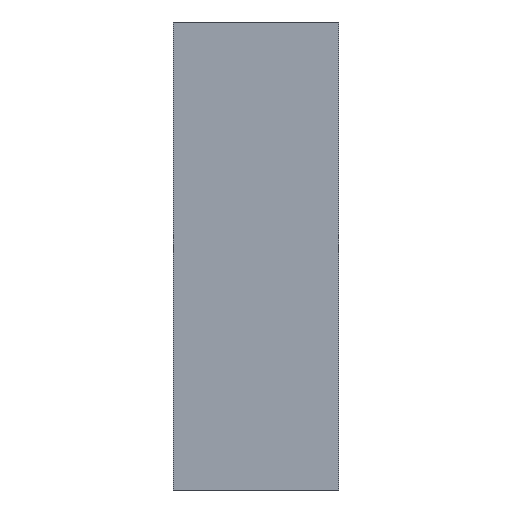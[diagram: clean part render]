
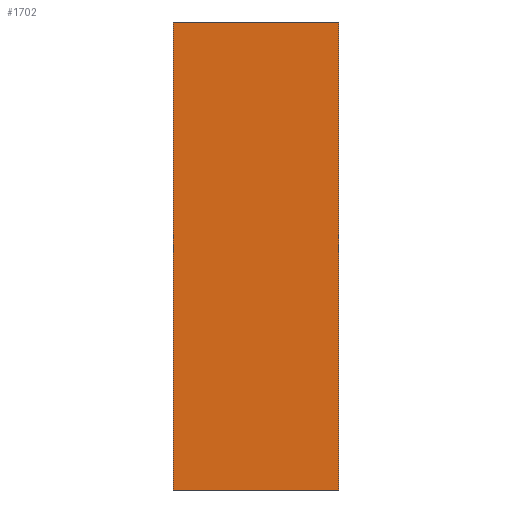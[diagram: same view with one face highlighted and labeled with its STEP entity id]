
A CAD part, front view. The second image highlights one B-rep face of the part: STEP entity #1702.
In plain terms, the highlighted planar face has unit normal (0, -1, 0).
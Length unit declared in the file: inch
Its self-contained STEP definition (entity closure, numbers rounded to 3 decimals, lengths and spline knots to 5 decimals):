
#12 = CARTESIAN_POINT ( 'NONE',  ( -2.7325, 0., 0. ) ) ;
#40 = CARTESIAN_POINT ( 'NONE',  ( 0., 0., 0. ) ) ;
#50 = FACE_OUTER_BOUND ( 'NONE', #1094, .T. ) ;
#53 = DIRECTION ( 'NONE',  ( 1., 0., 0. ) ) ;
#69 = CARTESIAN_POINT ( 'NONE',  ( 0., 0., 0. ) ) ;
#146 = AXIS2_PLACEMENT_3D ( 'NONE', #1617, #1778, #515 ) ;
#181 = VECTOR ( 'NONE', #1619, 39.37008 ) ;
#361 = EDGE_CURVE ( 'NONE', #1512, #1162, #985, .T. ) ;
#377 = VERTEX_POINT ( 'NONE', #1326 ) ;
#515 = DIRECTION ( 'NONE',  ( 0., 0., 1. ) ) ;
#621 = DIRECTION ( 'NONE',  ( 0., 0., 1. ) ) ;
#662 = DIRECTION ( 'NONE',  ( -1., 0., 0. ) ) ;
#702 = CARTESIAN_POINT ( 'NONE',  ( 0., 0., 7.71087 ) ) ;
#936 = ORIENTED_EDGE ( 'NONE', *, *, #1074, .F. ) ;
#938 = EDGE_CURVE ( 'NONE', #377, #1512, #1266, .T. ) ;
#961 = CARTESIAN_POINT ( 'NONE',  ( 0., 0., 0. ) ) ;
#985 = LINE ( 'NONE', #702, #1439 ) ;
#994 = PLANE ( 'NONE',  #146 ) ;
#996 = LINE ( 'NONE', #69, #181 ) ;
#1074 = EDGE_CURVE ( 'NONE', #1604, #377, #1749, .T. ) ;
#1094 = EDGE_LOOP ( 'NONE', ( #1404, #1418, #1988, #936 ) ) ;
#1162 = VERTEX_POINT ( 'NONE', #1853 ) ;
#1215 = VECTOR ( 'NONE', #662, 39.37008 ) ;
#1253 = EDGE_CURVE ( 'NONE', #1162, #1604, #996, .T. ) ;
#1266 = LINE ( 'NONE', #12, #1964 ) ;
#1326 = CARTESIAN_POINT ( 'NONE',  ( -2.7325, 0., 0. ) ) ;
#1404 = ORIENTED_EDGE ( 'NONE', *, *, #1253, .F. ) ;
#1418 = ORIENTED_EDGE ( 'NONE', *, *, #361, .F. ) ;
#1439 = VECTOR ( 'NONE', #53, 39.37008 ) ;
#1512 = VERTEX_POINT ( 'NONE', #1730 ) ;
#1604 = VERTEX_POINT ( 'NONE', #961 ) ;
#1617 = CARTESIAN_POINT ( 'NONE',  ( 0., 0., 0. ) ) ;
#1619 = DIRECTION ( 'NONE',  ( 0., 0., -1. ) ) ;
#1702 = ADVANCED_FACE ( 'NONE', ( #50 ), #994, .F. ) ;
#1730 = CARTESIAN_POINT ( 'NONE',  ( -2.7325, 0., 7.71087 ) ) ;
#1749 = LINE ( 'NONE', #40, #1215 ) ;
#1778 = DIRECTION ( 'NONE',  ( 0., 1., 0. ) ) ;
#1853 = CARTESIAN_POINT ( 'NONE',  ( 0., 0., 7.71087 ) ) ;
#1964 = VECTOR ( 'NONE', #621, 39.37008 ) ;
#1988 = ORIENTED_EDGE ( 'NONE', *, *, #938, .F. ) ;
